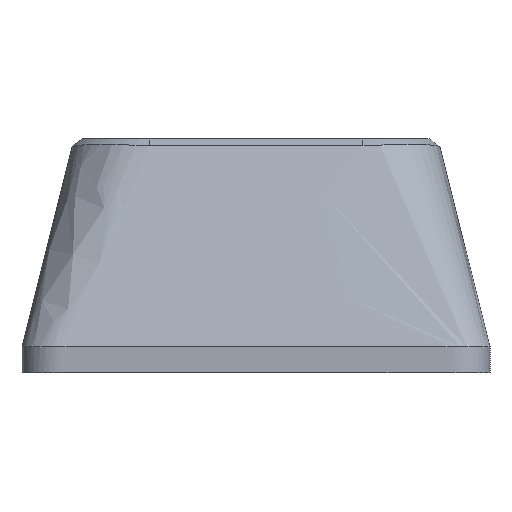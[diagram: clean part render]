
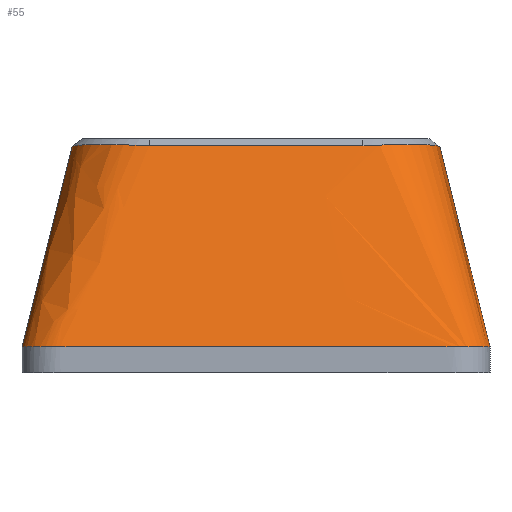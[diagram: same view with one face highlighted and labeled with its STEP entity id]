
A CAD part, front view. The second image highlights one B-rep face of the part: STEP entity #55.
In plain terms, the highlighted free-form (B-spline) face has degree [1, 2] with [2, 9] control points.
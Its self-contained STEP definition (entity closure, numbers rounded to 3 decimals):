
#55=ADVANCED_FACE('',(#122),#1016,.T.);
#122=FACE_OUTER_BOUND('',#189,.T.);
#189=EDGE_LOOP('',(#356,#357,#358,#359,#360,#361,#362));
#356=ORIENTED_EDGE('',*,*,#734,.T.);
#357=ORIENTED_EDGE('',*,*,#658,.T.);
#358=ORIENTED_EDGE('',*,*,#657,.T.);
#359=ORIENTED_EDGE('',*,*,#656,.T.);
#360=ORIENTED_EDGE('',*,*,#655,.T.);
#361=ORIENTED_EDGE('',*,*,#647,.F.);
#362=ORIENTED_EDGE('',*,*,#733,.F.);
#647=EDGE_CURVE('',#957,#960,#754,.T.);
#655=EDGE_CURVE('',#962,#960,#839,.T.);
#656=EDGE_CURVE('',#963,#962,#840,.T.);
#657=EDGE_CURVE('',#964,#963,#841,.T.);
#658=EDGE_CURVE('',#965,#964,#842,.T.);
#733=EDGE_CURVE('',#1011,#957,#769,.T.);
#734=EDGE_CURVE('',#1011,#965,#770,.T.);
#754=(
BOUNDED_CURVE()
B_SPLINE_CURVE(1,(#1814,#1815),.UNSPECIFIED.,.F.,.F.)
B_SPLINE_CURVE_WITH_KNOTS((2,2),(1.,10.038),.UNSPECIFIED.)
CURVE()
GEOMETRIC_REPRESENTATION_ITEM()
RATIONAL_B_SPLINE_CURVE((1.,1.))
REPRESENTATION_ITEM('')
);
#769=(
BOUNDED_CURVE()
B_SPLINE_CURVE(2,(#2104,#2105,#2106,#2107,#2108,#2109,#2110,#2111,#2112),
 .UNSPECIFIED.,.F.,.F.)
B_SPLINE_CURVE_WITH_KNOTS((3,2,2,2,3),(-55.,-22.993,-18.557,
-4.436,0.),.UNSPECIFIED.)
CURVE()
GEOMETRIC_REPRESENTATION_ITEM()
RATIONAL_B_SPLINE_CURVE((1.,1.,1.,0.707,1.,1.,1.,0.707,
1.))
REPRESENTATION_ITEM('')
);
#770=(
BOUNDED_CURVE()
B_SPLINE_CURVE(1,(#2113,#2114),.UNSPECIFIED.,.F.,.F.)
B_SPLINE_CURVE_WITH_KNOTS((2,2),(1.,10.038),.UNSPECIFIED.)
CURVE()
GEOMETRIC_REPRESENTATION_ITEM()
RATIONAL_B_SPLINE_CURVE((1.,1.))
REPRESENTATION_ITEM('')
);
#839=B_SPLINE_CURVE_WITH_KNOTS('',3,(#1856,#1857,#1858,#1859,#1860),
 .UNSPECIFIED.,.F.,.F.,(4,1,4),(82.896,84.906,86.917),
 .UNSPECIFIED.);
#840=B_SPLINE_CURVE_WITH_KNOTS('',3,(#1861,#1862,#1863,#1864),
 .UNSPECIFIED.,.F.,.F.,(4,4),(74.669,82.896),
 .UNSPECIFIED.);
#841=B_SPLINE_CURVE_WITH_KNOTS('',3,(#1865,#1866,#1867,#1868,#1869),
 .UNSPECIFIED.,.F.,.F.,(4,1,4),(70.649,72.66,74.669),
 .UNSPECIFIED.);
#842=B_SPLINE_CURVE_WITH_KNOTS('',3,(#1870,#1871,#1872,#1873),
 .UNSPECIFIED.,.F.,.F.,(4,4),(43.384,70.649),
 .UNSPECIFIED.);
#957=VERTEX_POINT('',#1485);
#960=VERTEX_POINT('',#1488);
#962=VERTEX_POINT('',#1490);
#963=VERTEX_POINT('',#1491);
#964=VERTEX_POINT('',#1492);
#965=VERTEX_POINT('',#1493);
#1011=VERTEX_POINT('',#1539);
#1016=(
BOUNDED_SURFACE()
B_SPLINE_SURFACE(1,2,((#1329,#1330,#1331,#1332,#1333,#1334,#1335,#1336,
#1337),(#1338,#1339,#1340,#1341,#1342,#1343,#1344,#1345,#1346)),
 .UNSPECIFIED.,.F.,.F.,.F.)
B_SPLINE_SURFACE_WITH_KNOTS((2,2),(3,2,2,2,3),(1.,10.394),(-55.,
-22.993,-18.557,-4.436,0.),.UNSPECIFIED.)
GEOMETRIC_REPRESENTATION_ITEM()
RATIONAL_B_SPLINE_SURFACE(((1.,1.,1.,0.707,1.,1.,1.,0.707,
1.),(1.,1.,1.,0.707,1.,1.,1.,0.707,1.)))
REPRESENTATION_ITEM('')
SURFACE()
);
#1329=CARTESIAN_POINT('',(71.,-11.5,6.));
#1330=CARTESIAN_POINT('',(71.,-28.5,6.));
#1331=CARTESIAN_POINT('',(71.,-45.5,6.));
#1332=CARTESIAN_POINT('',(71.,-47.,6.));
#1333=CARTESIAN_POINT('',(69.5,-47.,6.));
#1334=CARTESIAN_POINT('',(62.,-47.,6.));
#1335=CARTESIAN_POINT('',(54.5,-47.,6.));
#1336=CARTESIAN_POINT('',(53.,-47.,6.));
#1337=CARTESIAN_POINT('',(53.,-45.5,6.));
#1338=CARTESIAN_POINT('',(69.,-14.,14.));
#1339=CARTESIAN_POINT('',(69.,-27.5,14.));
#1340=CARTESIAN_POINT('',(69.,-41.,14.));
#1341=CARTESIAN_POINT('',(69.,-44.,14.));
#1342=CARTESIAN_POINT('',(66.,-44.,14.));
#1343=CARTESIAN_POINT('',(62.,-44.,14.));
#1344=CARTESIAN_POINT('',(58.,-44.,14.));
#1345=CARTESIAN_POINT('',(55.,-44.,14.));
#1346=CARTESIAN_POINT('',(55.,-41.,14.));
#1485=CARTESIAN_POINT('',(53.,-45.5,6.));
#1488=CARTESIAN_POINT('',(54.924,-41.17,13.697));
#1490=CARTESIAN_POINT('',(57.886,-44.097,13.74));
#1491=CARTESIAN_POINT('',(66.114,-44.097,13.74));
#1492=CARTESIAN_POINT('',(69.076,-41.17,13.697));
#1493=CARTESIAN_POINT('',(69.076,-13.905,13.697));
#1539=CARTESIAN_POINT('',(71.,-11.5,6.));
#1814=CARTESIAN_POINT('',(53.,-45.5,6.));
#1815=CARTESIAN_POINT('',(54.924,-41.17,13.697));
#1856=CARTESIAN_POINT('',(57.886,-44.097,13.74));
#1857=CARTESIAN_POINT('',(57.115,-44.084,13.778));
#1858=CARTESIAN_POINT('',(55.625,-43.437,13.803));
#1859=CARTESIAN_POINT('',(54.938,-41.951,13.754));
#1860=CARTESIAN_POINT('',(54.924,-41.17,13.697));
#1861=CARTESIAN_POINT('',(66.114,-44.097,13.74));
#1862=CARTESIAN_POINT('',(63.371,-44.097,13.74));
#1863=CARTESIAN_POINT('',(60.629,-44.097,13.74));
#1864=CARTESIAN_POINT('',(57.886,-44.097,13.74));
#1865=CARTESIAN_POINT('',(69.076,-41.17,13.697));
#1866=CARTESIAN_POINT('',(69.062,-41.951,13.754));
#1867=CARTESIAN_POINT('',(68.375,-43.437,13.803));
#1868=CARTESIAN_POINT('',(66.885,-44.084,13.778));
#1869=CARTESIAN_POINT('',(66.114,-44.097,13.74));
#1870=CARTESIAN_POINT('',(69.076,-13.905,13.697));
#1871=CARTESIAN_POINT('',(69.076,-22.994,13.697));
#1872=CARTESIAN_POINT('',(69.076,-32.082,13.697));
#1873=CARTESIAN_POINT('',(69.076,-41.17,13.697));
#2104=CARTESIAN_POINT('',(71.,-11.5,6.));
#2105=CARTESIAN_POINT('',(71.,-28.5,6.));
#2106=CARTESIAN_POINT('',(71.,-45.5,6.));
#2107=CARTESIAN_POINT('',(71.,-47.,6.));
#2108=CARTESIAN_POINT('',(69.5,-47.,6.));
#2109=CARTESIAN_POINT('',(62.,-47.,6.));
#2110=CARTESIAN_POINT('',(54.5,-47.,6.));
#2111=CARTESIAN_POINT('',(53.,-47.,6.));
#2112=CARTESIAN_POINT('',(53.,-45.5,6.));
#2113=CARTESIAN_POINT('',(71.,-11.5,6.));
#2114=CARTESIAN_POINT('',(69.076,-13.905,13.697));
